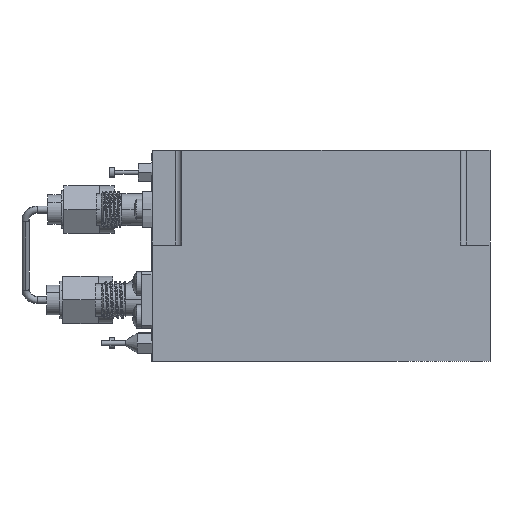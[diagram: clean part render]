
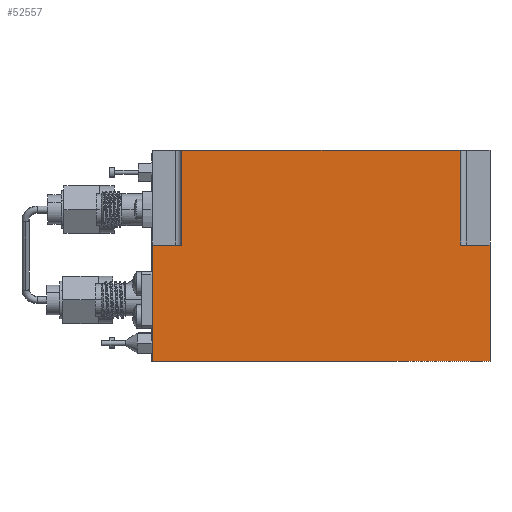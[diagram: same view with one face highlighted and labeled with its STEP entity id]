
A CAD part, front view. The second image highlights one B-rep face of the part: STEP entity #52557.
In plain terms, the highlighted planar face has unit normal (0, -1, 0).
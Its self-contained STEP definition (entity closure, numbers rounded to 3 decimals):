
#541 = VERTEX_POINT ( 'NONE', #5759 ) ;
#683 = LINE ( 'NONE', #29785, #37579 ) ;
#1204 = CARTESIAN_POINT ( 'NONE',  ( 52.15, 0., 19.7 ) ) ;
#1550 = CARTESIAN_POINT ( 'NONE',  ( 52.15, 0., 8.558 ) ) ;
#2659 = CARTESIAN_POINT ( 'NONE',  ( 5.05, 0., 35.7 ) ) ;
#2969 = CARTESIAN_POINT ( 'NONE',  ( 0., 0., 15.7 ) ) ;
#4609 = EDGE_CURVE ( 'NONE', #19395, #541, #49111, .T. ) ;
#5759 = CARTESIAN_POINT ( 'NONE',  ( 52.15, 0., 35.7 ) ) ;
#6461 = EDGE_CURVE ( 'NONE', #42567, #541, #20511, .T. ) ;
#8419 = CARTESIAN_POINT ( 'NONE',  ( 57.2, 0., 15.7 ) ) ;
#9184 = EDGE_CURVE ( 'NONE', #60815, #19395, #683, .T. ) ;
#9424 = VECTOR ( 'NONE', #21763, 1000. ) ;
#10319 = LINE ( 'NONE', #39387, #36472 ) ;
#12080 = EDGE_CURVE ( 'NONE', #22083, #60815, #21804, .T. ) ;
#19395 = VERTEX_POINT ( 'NONE', #2659 ) ;
#19621 = ORIENTED_EDGE ( 'NONE', *, *, #25206, .T. ) ;
#20030 = DIRECTION ( 'NONE',  ( 1., 0., 0. ) ) ;
#20511 = LINE ( 'NONE', #1550, #27750 ) ;
#20845 = DIRECTION ( 'NONE',  ( 0., 0., 1. ) ) ;
#21763 = DIRECTION ( 'NONE',  ( 1., 0., 0. ) ) ;
#21804 = LINE ( 'NONE', #60347, #22089 ) ;
#22083 = VERTEX_POINT ( 'NONE', #53694 ) ;
#22089 = VECTOR ( 'NONE', #45458, 1000. ) ;
#22994 = FACE_OUTER_BOUND ( 'NONE', #59968, .T. ) ;
#23502 = ORIENTED_EDGE ( 'NONE', *, *, #27259, .T. ) ;
#24572 = ORIENTED_EDGE ( 'NONE', *, *, #36878, .F. ) ;
#25206 = EDGE_CURVE ( 'NONE', #22083, #58101, #46235, .T. ) ;
#26401 = CARTESIAN_POINT ( 'NONE',  ( 5.05, 0., 19.7 ) ) ;
#27259 = EDGE_CURVE ( 'NONE', #58101, #51457, #61243, .T. ) ;
#27750 = VECTOR ( 'NONE', #20845, 1000. ) ;
#28337 = DIRECTION ( 'NONE',  ( 0., 0., -1. ) ) ;
#28859 = CARTESIAN_POINT ( 'NONE',  ( 57.2, 0., 0. ) ) ;
#29785 = CARTESIAN_POINT ( 'NONE',  ( 5.05, 0., 8.558 ) ) ;
#30968 = VECTOR ( 'NONE', #28337, 1000. ) ;
#34498 = DIRECTION ( 'NONE',  ( 0., 0., 1. ) ) ;
#36472 = VECTOR ( 'NONE', #59645, 1000. ) ;
#36878 = EDGE_CURVE ( 'NONE', #37453, #51457, #51706, .T. ) ;
#37453 = VERTEX_POINT ( 'NONE', #53032 ) ;
#37579 = VECTOR ( 'NONE', #34498, 1000. ) ;
#39387 = CARTESIAN_POINT ( 'NONE',  ( 57.2, 0., 19.7 ) ) ;
#39586 = CARTESIAN_POINT ( 'NONE',  ( 0., 0., 35.7 ) ) ;
#40974 = CARTESIAN_POINT ( 'NONE',  ( 0., 0., 15.7 ) ) ;
#42567 = VERTEX_POINT ( 'NONE', #1204 ) ;
#44115 = DIRECTION ( 'NONE',  ( 0., 0., -1. ) ) ;
#45458 = DIRECTION ( 'NONE',  ( 1., 0., 0. ) ) ;
#45649 = ORIENTED_EDGE ( 'NONE', *, *, #4609, .F. ) ;
#45727 = CARTESIAN_POINT ( 'NONE',  ( 0., 0., 0. ) ) ;
#46235 = LINE ( 'NONE', #2969, #51863 ) ;
#46348 = DIRECTION ( 'NONE',  ( 1., 0., 0. ) ) ;
#47112 = ORIENTED_EDGE ( 'NONE', *, *, #55240, .F. ) ;
#49111 = LINE ( 'NONE', #39586, #50760 ) ;
#50687 = ORIENTED_EDGE ( 'NONE', *, *, #12080, .F. ) ;
#50760 = VECTOR ( 'NONE', #20030, 1000. ) ;
#51457 = VERTEX_POINT ( 'NONE', #28859 ) ;
#51706 = LINE ( 'NONE', #8419, #30968 ) ;
#51863 = VECTOR ( 'NONE', #44115, 1000. ) ;
#52557 = ADVANCED_FACE ( 'NONE', ( #22994 ), #55845, .F. ) ;
#53032 = CARTESIAN_POINT ( 'NONE',  ( 57.2, 0., 19.7 ) ) ;
#53694 = CARTESIAN_POINT ( 'NONE',  ( 0., 0., 19.7 ) ) ;
#53866 = CARTESIAN_POINT ( 'NONE',  ( 0., 0., 0. ) ) ;
#55240 = EDGE_CURVE ( 'NONE', #42567, #37453, #10319, .T. ) ;
#55845 = PLANE ( 'NONE',  #57488 ) ;
#57488 = AXIS2_PLACEMENT_3D ( 'NONE', #40974, #59966, #46348 ) ;
#58101 = VERTEX_POINT ( 'NONE', #53866 ) ;
#58976 = ORIENTED_EDGE ( 'NONE', *, *, #6461, .T. ) ;
#59645 = DIRECTION ( 'NONE',  ( 1., 0., 0. ) ) ;
#59966 = DIRECTION ( 'NONE',  ( 0., 1., 0. ) ) ;
#59968 = EDGE_LOOP ( 'NONE', ( #23502, #24572, #47112, #58976, #45649, #61587, #50687, #19621 ) ) ;
#60347 = CARTESIAN_POINT ( 'NONE',  ( 0., 0., 19.7 ) ) ;
#60815 = VERTEX_POINT ( 'NONE', #26401 ) ;
#61243 = LINE ( 'NONE', #45727, #9424 ) ;
#61587 = ORIENTED_EDGE ( 'NONE', *, *, #9184, .F. ) ;
